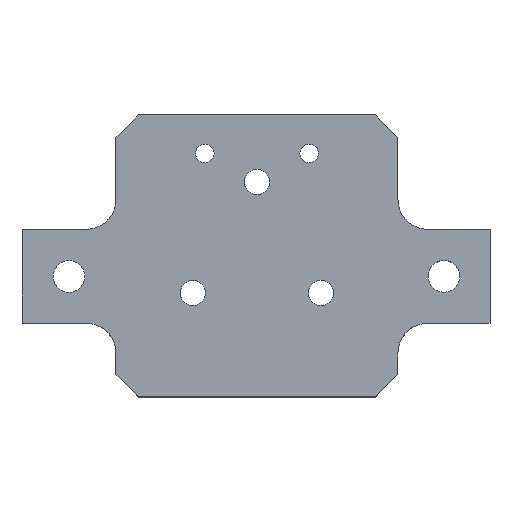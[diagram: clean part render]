
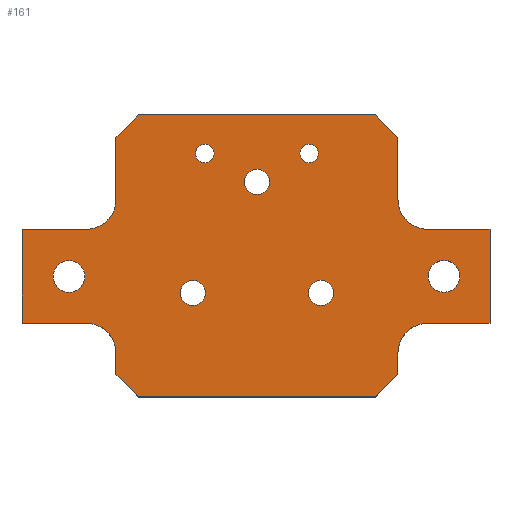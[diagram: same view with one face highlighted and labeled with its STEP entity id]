
A CAD part, top view. The second image highlights one B-rep face of the part: STEP entity #161.
In plain terms, the highlighted planar face has unit normal (0, 0, 1).
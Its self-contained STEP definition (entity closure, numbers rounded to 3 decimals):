
#61=FACE_BOUND('',#245,.T.);
#62=FACE_BOUND('',#246,.T.);
#63=FACE_BOUND('',#247,.T.);
#64=FACE_BOUND('',#248,.T.);
#65=FACE_BOUND('',#249,.T.);
#66=FACE_BOUND('',#250,.T.);
#67=FACE_BOUND('',#251,.T.);
#68=FACE_BOUND('',#252,.T.);
#118=CIRCLE('',#751,1.7);
#119=CIRCLE('',#752,1.7);
#120=CIRCLE('',#753,1.7);
#121=CIRCLE('',#754,1.25);
#122=CIRCLE('',#755,1.25);
#123=CIRCLE('',#756,2.15);
#124=CIRCLE('',#757,2.15);
#125=CIRCLE('',#758,4.);
#126=CIRCLE('',#759,4.);
#127=CIRCLE('',#760,4.);
#128=CIRCLE('',#761,4.);
#161=ADVANCED_FACE('',(#61,#62,#63,#64,#65,#66,#67,#68),#202,.T.);
#202=PLANE('',#762);
#245=EDGE_LOOP('',(#355));
#246=EDGE_LOOP('',(#356));
#247=EDGE_LOOP('',(#357));
#248=EDGE_LOOP('',(#358));
#249=EDGE_LOOP('',(#359));
#250=EDGE_LOOP('',(#360));
#251=EDGE_LOOP('',(#361));
#252=EDGE_LOOP('',(#362,#363,#364,#365,#366,#367,#368,#369,#370,#371,#372,
#373,#374,#375,#376,#377,#378,#379,#380,#381));
#355=ORIENTED_EDGE('',*,*,#592,.F.);
#356=ORIENTED_EDGE('',*,*,#593,.F.);
#357=ORIENTED_EDGE('',*,*,#594,.F.);
#358=ORIENTED_EDGE('',*,*,#595,.F.);
#359=ORIENTED_EDGE('',*,*,#596,.F.);
#360=ORIENTED_EDGE('',*,*,#597,.T.);
#361=ORIENTED_EDGE('',*,*,#598,.T.);
#362=ORIENTED_EDGE('',*,*,#579,.T.);
#363=ORIENTED_EDGE('',*,*,#599,.T.);
#364=ORIENTED_EDGE('',*,*,#581,.T.);
#365=ORIENTED_EDGE('',*,*,#600,.T.);
#366=ORIENTED_EDGE('',*,*,#585,.T.);
#367=ORIENTED_EDGE('',*,*,#601,.T.);
#368=ORIENTED_EDGE('',*,*,#589,.T.);
#369=ORIENTED_EDGE('',*,*,#547,.T.);
#370=ORIENTED_EDGE('',*,*,#551,.T.);
#371=ORIENTED_EDGE('',*,*,#602,.T.);
#372=ORIENTED_EDGE('',*,*,#554,.T.);
#373=ORIENTED_EDGE('',*,*,#603,.T.);
#374=ORIENTED_EDGE('',*,*,#561,.T.);
#375=ORIENTED_EDGE('',*,*,#604,.T.);
#376=ORIENTED_EDGE('',*,*,#563,.T.);
#377=ORIENTED_EDGE('',*,*,#605,.T.);
#378=ORIENTED_EDGE('',*,*,#567,.T.);
#379=ORIENTED_EDGE('',*,*,#573,.T.);
#380=ORIENTED_EDGE('',*,*,#576,.T.);
#381=ORIENTED_EDGE('',*,*,#606,.T.);
#478=VERTEX_POINT('',#1020);
#479=VERTEX_POINT('',#1022);
#481=VERTEX_POINT('',#1028);
#484=VERTEX_POINT('',#1035);
#485=VERTEX_POINT('',#1037);
#491=VERTEX_POINT('',#1050);
#492=VERTEX_POINT('',#1052);
#493=VERTEX_POINT('',#1056);
#494=VERTEX_POINT('',#1057);
#497=VERTEX_POINT('',#1065);
#498=VERTEX_POINT('',#1066);
#502=VERTEX_POINT('',#1076);
#504=VERTEX_POINT('',#1082);
#507=VERTEX_POINT('',#1089);
#508=VERTEX_POINT('',#1091);
#509=VERTEX_POINT('',#1095);
#510=VERTEX_POINT('',#1096);
#513=VERTEX_POINT('',#1104);
#514=VERTEX_POINT('',#1105);
#517=VERTEX_POINT('',#1113);
#519=VERTEX_POINT('',#1119);
#520=VERTEX_POINT('',#1121);
#521=VERTEX_POINT('',#1123);
#522=VERTEX_POINT('',#1125);
#523=VERTEX_POINT('',#1127);
#524=VERTEX_POINT('',#1129);
#525=VERTEX_POINT('',#1131);
#547=EDGE_CURVE('',#479,#478,#633,.T.);
#551=EDGE_CURVE('',#478,#481,#637,.T.);
#554=EDGE_CURVE('',#485,#484,#640,.T.);
#561=EDGE_CURVE('',#492,#491,#644,.T.);
#563=EDGE_CURVE('',#493,#494,#646,.T.);
#567=EDGE_CURVE('',#497,#498,#650,.T.);
#573=EDGE_CURVE('',#498,#502,#656,.T.);
#576=EDGE_CURVE('',#502,#504,#659,.T.);
#579=EDGE_CURVE('',#508,#507,#662,.T.);
#581=EDGE_CURVE('',#509,#510,#664,.T.);
#585=EDGE_CURVE('',#513,#514,#668,.T.);
#589=EDGE_CURVE('',#517,#479,#672,.T.);
#592=EDGE_CURVE('',#519,#519,#118,.T.);
#593=EDGE_CURVE('',#520,#520,#119,.T.);
#594=EDGE_CURVE('',#521,#521,#120,.T.);
#595=EDGE_CURVE('',#522,#522,#121,.T.);
#596=EDGE_CURVE('',#523,#523,#122,.T.);
#597=EDGE_CURVE('',#524,#524,#123,.T.);
#598=EDGE_CURVE('',#525,#525,#124,.T.);
#599=EDGE_CURVE('',#507,#509,#675,.T.);
#600=EDGE_CURVE('',#510,#513,#676,.T.);
#601=EDGE_CURVE('',#514,#517,#125,.T.);
#602=EDGE_CURVE('',#481,#485,#126,.T.);
#603=EDGE_CURVE('',#484,#492,#677,.T.);
#604=EDGE_CURVE('',#491,#493,#678,.T.);
#605=EDGE_CURVE('',#494,#497,#127,.T.);
#606=EDGE_CURVE('',#504,#508,#128,.T.);
#633=LINE('',#1021,#685);
#637=LINE('',#1029,#689);
#640=LINE('',#1036,#692);
#644=LINE('',#1051,#696);
#646=LINE('',#1055,#698);
#650=LINE('',#1064,#702);
#656=LINE('',#1077,#708);
#659=LINE('',#1083,#711);
#662=LINE('',#1090,#714);
#664=LINE('',#1094,#716);
#668=LINE('',#1103,#720);
#672=LINE('',#1112,#724);
#675=LINE('',#1132,#727);
#676=LINE('',#1133,#728);
#677=LINE('',#1136,#729);
#678=LINE('',#1137,#730);
#685=VECTOR('',#815,1.);
#689=VECTOR('',#821,1.);
#692=VECTOR('',#826,1.);
#696=VECTOR('',#838,1.);
#698=VECTOR('',#842,1.);
#702=VECTOR('',#848,1.);
#708=VECTOR('',#856,1.);
#711=VECTOR('',#861,1.);
#714=VECTOR('',#866,1.);
#716=VECTOR('',#870,1.);
#720=VECTOR('',#876,1.);
#724=VECTOR('',#882,1.);
#727=VECTOR('',#901,1.);
#728=VECTOR('',#902,1.);
#729=VECTOR('',#907,1.);
#730=VECTOR('',#908,1.);
#751=AXIS2_PLACEMENT_3D('',#1118,#887,#888);
#752=AXIS2_PLACEMENT_3D('',#1120,#889,#890);
#753=AXIS2_PLACEMENT_3D('',#1122,#891,#892);
#754=AXIS2_PLACEMENT_3D('',#1124,#893,#894);
#755=AXIS2_PLACEMENT_3D('',#1126,#895,#896);
#756=AXIS2_PLACEMENT_3D('',#1128,#897,#898);
#757=AXIS2_PLACEMENT_3D('',#1130,#899,#900);
#758=AXIS2_PLACEMENT_3D('',#1134,#903,#904);
#759=AXIS2_PLACEMENT_3D('',#1135,#905,#906);
#760=AXIS2_PLACEMENT_3D('',#1138,#909,#910);
#761=AXIS2_PLACEMENT_3D('',#1139,#911,#912);
#762=AXIS2_PLACEMENT_3D('',#1140,#913,#914);
#815=DIRECTION('',(0.,-1.,0.));
#821=DIRECTION('',(1.,0.,0.));
#826=DIRECTION('',(0.,-1.,0.));
#838=DIRECTION('',(1.,0.,0.));
#842=DIRECTION('',(0.,1.,0.));
#848=DIRECTION('',(1.,0.,0.));
#856=DIRECTION('',(0.,1.,0.));
#861=DIRECTION('',(-1.,0.,0.));
#866=DIRECTION('',(0.,1.,0.));
#870=DIRECTION('',(-1.,0.,0.));
#876=DIRECTION('',(0.,-1.,0.));
#882=DIRECTION('',(-1.,0.,0.));
#887=DIRECTION('',(0.,0.,1.));
#888=DIRECTION('',(1.,0.,0.));
#889=DIRECTION('',(0.,0.,1.));
#890=DIRECTION('',(1.,0.,0.));
#891=DIRECTION('',(0.,0.,1.));
#892=DIRECTION('',(1.,0.,0.));
#893=DIRECTION('',(0.,0.,1.));
#894=DIRECTION('',(1.,0.,0.));
#895=DIRECTION('',(0.,0.,1.));
#896=DIRECTION('',(1.,0.,0.));
#897=DIRECTION('',(0.,0.,-1.));
#898=DIRECTION('',(-1.,0.,0.));
#899=DIRECTION('',(0.,0.,-1.));
#900=DIRECTION('',(-1.,0.,0.));
#901=DIRECTION('',(-0.707,0.707,0.));
#902=DIRECTION('',(-0.707,-0.707,0.));
#903=DIRECTION('',(0.,0.,-1.));
#904=DIRECTION('',(1.,0.,0.));
#905=DIRECTION('',(0.,0.,-1.));
#906=DIRECTION('',(1.,0.,0.));
#907=DIRECTION('',(0.707,-0.707,0.));
#908=DIRECTION('',(0.707,0.707,0.));
#909=DIRECTION('',(0.,0.,-1.));
#910=DIRECTION('',(1.,0.,0.));
#911=DIRECTION('',(0.,0.,-1.));
#912=DIRECTION('',(1.,0.,0.));
#913=DIRECTION('',(0.,0.,1.));
#914=DIRECTION('',(1.,0.,0.));
#1020=CARTESIAN_POINT('',(-12.7,9.95,8.));
#1021=CARTESIAN_POINT('',(-12.7,22.65,8.));
#1022=CARTESIAN_POINT('',(-12.7,22.65,8.));
#1028=CARTESIAN_POINT('',(-4.,9.95,8.));
#1029=CARTESIAN_POINT('',(-12.7,9.95,8.));
#1035=CARTESIAN_POINT('',(0.,3.,8.));
#1036=CARTESIAN_POINT('',(0.,9.95,8.));
#1037=CARTESIAN_POINT('',(0.,5.95,8.));
#1050=CARTESIAN_POINT('',(35.1,0.,8.));
#1051=CARTESIAN_POINT('',(0.,0.,8.));
#1052=CARTESIAN_POINT('',(3.,0.,8.));
#1055=CARTESIAN_POINT('',(38.1,0.,8.));
#1056=CARTESIAN_POINT('',(38.1,3.,8.));
#1057=CARTESIAN_POINT('',(38.1,5.95,8.));
#1064=CARTESIAN_POINT('',(38.1,9.95,8.));
#1065=CARTESIAN_POINT('',(42.1,9.95,8.));
#1066=CARTESIAN_POINT('',(50.541,9.95,8.));
#1076=CARTESIAN_POINT('',(50.541,22.65,8.));
#1077=CARTESIAN_POINT('',(50.541,9.95,8.));
#1082=CARTESIAN_POINT('',(42.1,22.65,8.));
#1083=CARTESIAN_POINT('',(50.541,22.65,8.));
#1089=CARTESIAN_POINT('',(38.1,35.1,8.));
#1090=CARTESIAN_POINT('',(38.1,22.65,8.));
#1091=CARTESIAN_POINT('',(38.1,26.65,8.));
#1094=CARTESIAN_POINT('',(38.1,38.1,8.));
#1095=CARTESIAN_POINT('',(35.1,38.1,8.));
#1096=CARTESIAN_POINT('',(3.,38.1,8.));
#1103=CARTESIAN_POINT('',(0.,38.1,8.));
#1104=CARTESIAN_POINT('',(0.,35.1,8.));
#1105=CARTESIAN_POINT('',(0.,26.65,8.));
#1112=CARTESIAN_POINT('',(0.,22.65,8.));
#1113=CARTESIAN_POINT('',(-4.,22.65,8.));
#1118=CARTESIAN_POINT('',(27.71,14.05,8.));
#1119=CARTESIAN_POINT('',(29.41,14.05,8.));
#1120=CARTESIAN_POINT('',(19.05,29.05,8.));
#1121=CARTESIAN_POINT('',(20.75,29.05,8.));
#1122=CARTESIAN_POINT('',(10.39,14.05,8.));
#1123=CARTESIAN_POINT('',(12.09,14.05,8.));
#1124=CARTESIAN_POINT('',(26.1,32.898,8.));
#1125=CARTESIAN_POINT('',(27.35,32.898,8.));
#1126=CARTESIAN_POINT('',(12.,32.898,8.));
#1127=CARTESIAN_POINT('',(13.25,32.898,8.));
#1128=CARTESIAN_POINT('',(44.32,16.3,8.));
#1129=CARTESIAN_POINT('',(42.17,16.3,8.));
#1130=CARTESIAN_POINT('',(-6.35,16.274,8.));
#1131=CARTESIAN_POINT('',(-8.5,16.274,8.));
#1132=CARTESIAN_POINT('',(36.6,36.6,8.));
#1133=CARTESIAN_POINT('',(-17.55,17.55,8.));
#1134=CARTESIAN_POINT('',(-4.,26.65,8.));
#1135=CARTESIAN_POINT('',(-4.,5.95,8.));
#1136=CARTESIAN_POINT('',(1.5,1.5,8.));
#1137=CARTESIAN_POINT('',(17.55,-17.55,8.));
#1138=CARTESIAN_POINT('',(42.1,5.95,8.));
#1139=CARTESIAN_POINT('',(42.1,26.65,8.));
#1140=CARTESIAN_POINT('',(0.,0.,8.));
